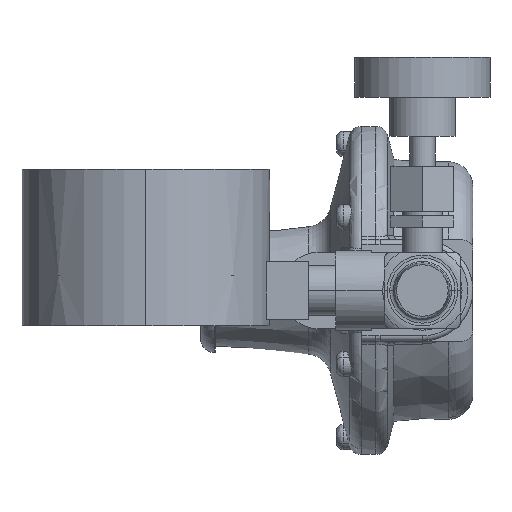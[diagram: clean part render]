
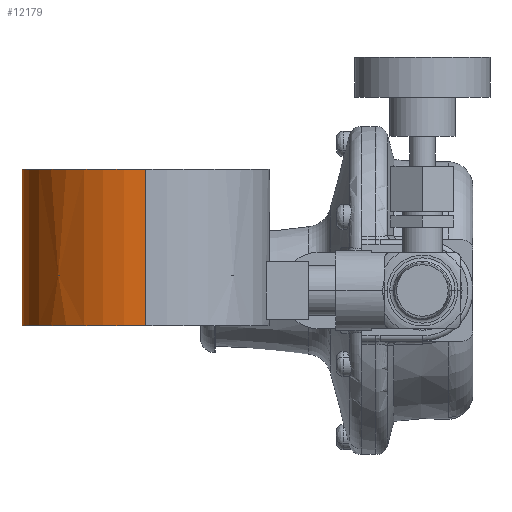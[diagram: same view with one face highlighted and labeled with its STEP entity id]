
A CAD part, left-side view. The second image highlights one B-rep face of the part: STEP entity #12179.
In plain terms, the highlighted cylindrical face has radius 31.115 mm (diameter 62.23 mm), a partial arc.
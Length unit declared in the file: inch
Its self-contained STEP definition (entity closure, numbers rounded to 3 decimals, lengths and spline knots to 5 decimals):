
#11841=CARTESIAN_POINT('',(-0.86585,0.86656,0.5));
#11842=CARTESIAN_POINT('',(-0.86585,0.86656,
0.50016));
#11843=CARTESIAN_POINT('',(-0.86593,0.86648,
0.50038));
#11844=CARTESIAN_POINT('',(-0.86621,0.8662,
0.50056));
#11845=CARTESIAN_POINT('',(-0.86648,0.86593,
0.50038));
#11846=CARTESIAN_POINT('',(-0.86656,0.86585,
0.50015));
#11847=CARTESIAN_POINT('',(-0.86656,0.86585,0.5));
#11849=CARTESIAN_POINT('',(-0.86656,0.86585,0.5));
#11850=CARTESIAN_POINT('',(-0.86656,0.86585,
0.49984));
#11851=CARTESIAN_POINT('',(-0.86648,0.86593,
0.49962));
#11852=CARTESIAN_POINT('',(-0.8662,0.86621,
0.49944));
#11853=CARTESIAN_POINT('',(-0.86593,0.86648,
0.49962));
#11854=CARTESIAN_POINT('',(-0.86585,0.86656,
0.49985));
#11855=CARTESIAN_POINT('',(-0.86585,0.86656,0.5));
#11857=DIRECTION('',(0.,0.,1.));
#11858=VECTOR('',#11857,1.55);
#11859=CARTESIAN_POINT('',(1.225,0.,0.));
#11860=LINE('',#11859,#11858);
#11861=DIRECTION('',(0.,0.,-1.));
#11862=VECTOR('',#11861,1.55);
#11863=CARTESIAN_POINT('',(-1.225,0.,1.55));
#11864=LINE('',#11863,#11862);
#11870=CARTESIAN_POINT('',(0.,0.,1.55));
#11871=DIRECTION('',(0.,0.,-1.));
#11872=DIRECTION('',(-1.,0.,0.));
#11873=AXIS2_PLACEMENT_3D('',#11870,#11871,#11872);
#11875=CARTESIAN_POINT('',(0.,0.,0.));
#11876=DIRECTION('',(0.,0.,-1.));
#11877=DIRECTION('',(-1.,0.,0.));
#11878=AXIS2_PLACEMENT_3D('',#11875,#11876,#11877);
#11909=CARTESIAN_POINT('',(1.225,0.,0.));
#11910=CARTESIAN_POINT('',(-1.225,0.,0.));
#11911=VERTEX_POINT('',#11909);
#11912=VERTEX_POINT('',#11910);
#11922=CARTESIAN_POINT('',(-0.86656,0.86585,0.5));
#11923=VERTEX_POINT('',#11922);
#11926=VERTEX_POINT('',#11841);
#11927=CARTESIAN_POINT('',(1.225,0.,1.55));
#11928=CARTESIAN_POINT('',(-1.225,0.,1.55));
#11929=VERTEX_POINT('',#11927);
#11930=VERTEX_POINT('',#11928);
#12162=CARTESIAN_POINT('',(0.,0.,0.));
#12163=DIRECTION('',(0.,0.,1.));
#12164=DIRECTION('',(-1.,0.,0.));
#12165=AXIS2_PLACEMENT_3D('',#12162,#12163,#12164);
#12166=CYLINDRICAL_SURFACE('',#12165,1.225);
#12167=ORIENTED_EDGE('',*,*,#12015,.T.);
#12169=ORIENTED_EDGE('',*,*,#12168,.F.);
#12170=ORIENTED_EDGE('',*,*,#12011,.T.);
#12172=ORIENTED_EDGE('',*,*,#12171,.T.);
#12173=EDGE_LOOP('',(#12167,#12169,#12170,#12172));
#12174=FACE_OUTER_BOUND('',#12173,.F.);
#12175=ORIENTED_EDGE('',*,*,#12102,.F.);
#12176=ORIENTED_EDGE('',*,*,#12155,.F.);
#12177=EDGE_LOOP('',(#12175,#12176));
#12178=FACE_BOUND('',#12177,.F.);
#12179=ADVANCED_FACE('',(#12174,#12178),#12166,.T.);
#11848=B_SPLINE_CURVE_WITH_KNOTS('',3,(#11841,#11842,#11843,#11844,#11845,
#11846,#11847),.UNSPECIFIED.,.F.,.F.,(4,1,1,1,4),(0.,0.25,0.5,0.75,
1.),.UNSPECIFIED.);
#11856=B_SPLINE_CURVE_WITH_KNOTS('',3,(#11849,#11850,#11851,#11852,#11853,
#11854,#11855),.UNSPECIFIED.,.F.,.F.,(4,1,1,1,4),(0.,0.25,0.5,0.75,
1.),.UNSPECIFIED.);
#11874=CIRCLE('',#11873,1.225);
#11879=CIRCLE('',#11878,1.225);
#12011=EDGE_CURVE('',#11930,#11912,#11864,.T.);
#12015=EDGE_CURVE('',#11911,#11929,#11860,.T.);
#12102=EDGE_CURVE('',#11926,#11923,#11848,.T.);
#12155=EDGE_CURVE('',#11923,#11926,#11856,.T.);
#12168=EDGE_CURVE('',#11930,#11929,#11874,.T.);
#12171=EDGE_CURVE('',#11912,#11911,#11879,.T.);
